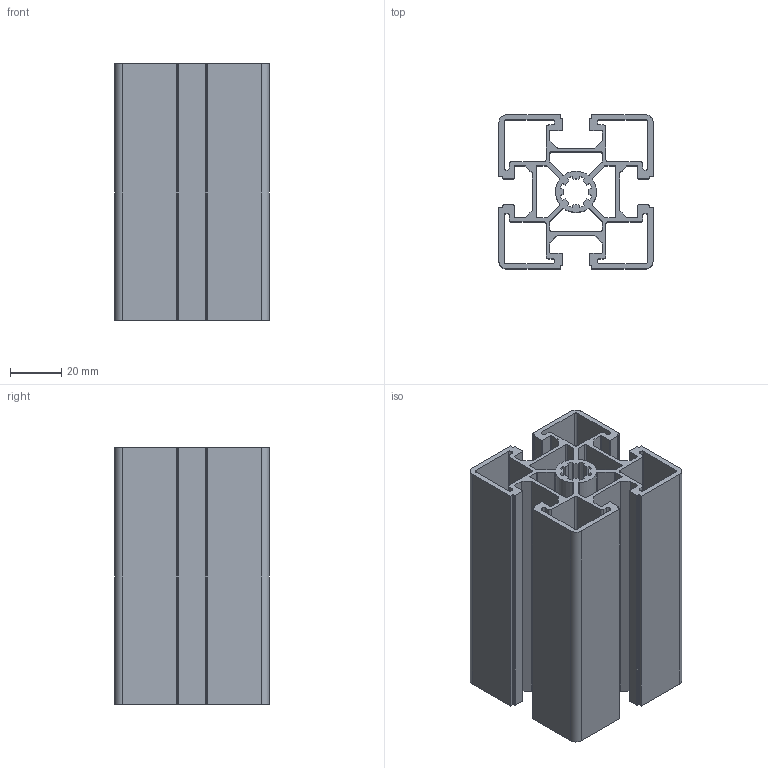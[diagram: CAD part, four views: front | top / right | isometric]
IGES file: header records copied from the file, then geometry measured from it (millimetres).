
Global section: file name: 166060L; native system: Autodesk Inventor 2021; preprocessor: unknown; author: Machotka; date: 20230809.123956; units: millimetre
Bounding box: 60 x 60 x 100 mm (x, y, z)
Volume: 98397.8 mm3; surface area: 98715.6 mm2
Topology: 1 solids, 1 shells, 250 faces, 744 edges, 496 vertices
Faces by surface type: bspline 250
